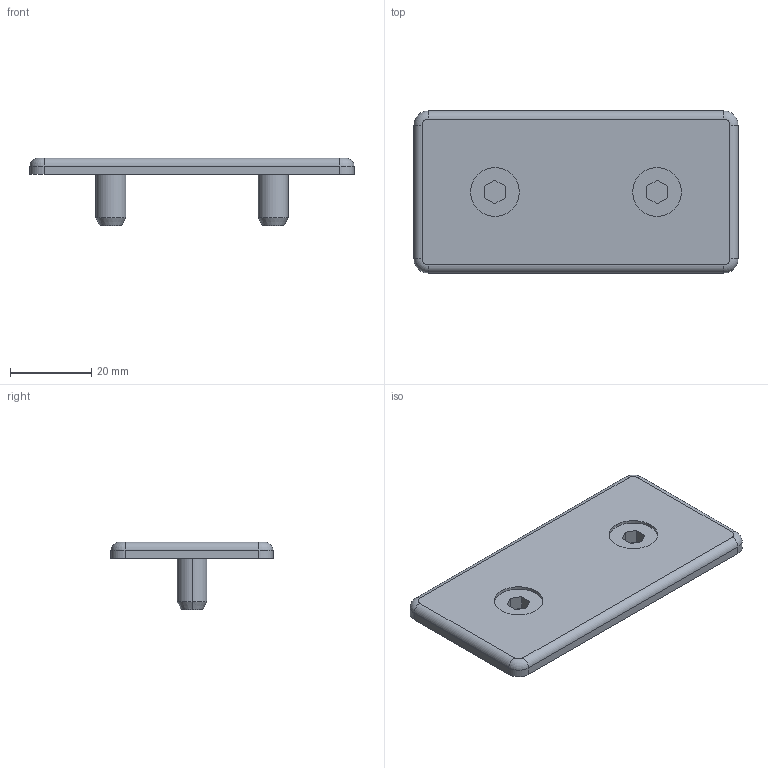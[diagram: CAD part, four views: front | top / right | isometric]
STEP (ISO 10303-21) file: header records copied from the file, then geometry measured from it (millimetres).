
FILE_DESCRIPTION (( 'STEP AP214' ), '1' );
FILE_NAME ('7138051', '2019-02-04T09:41:04', ( '' ), ('JUGARD+KÜNSTNER GmbH'), 'SwSTEP 2.0', 'SolidWorks 2017', '' );
FILE_SCHEMA (( 'AUTOMOTIVE_DESIGN' ));
Length unit declared in the file: millimetre
Products named in the file (1): 7138051_CNAJF00
Bounding box: 80 x 40 x 16.7 mm (x, y, z)
Volume: 13295 mm3; surface area: 7829.9 mm2
Topology: 1 solids, 1 shells, 48 faces, 108 edges, 68 vertices
Faces by surface type: plane 24, cylinder 16, cone 4, torus 4
Entity records: 1960 total; most frequent: CARTESIAN_POINT 541, DIRECTION 238, ORIENTED_EDGE 216, EDGE_CURVE 108, AXIS2_PLACEMENT_3D 85, LINE 68, VERTEX_POINT 68, VECTOR 68
